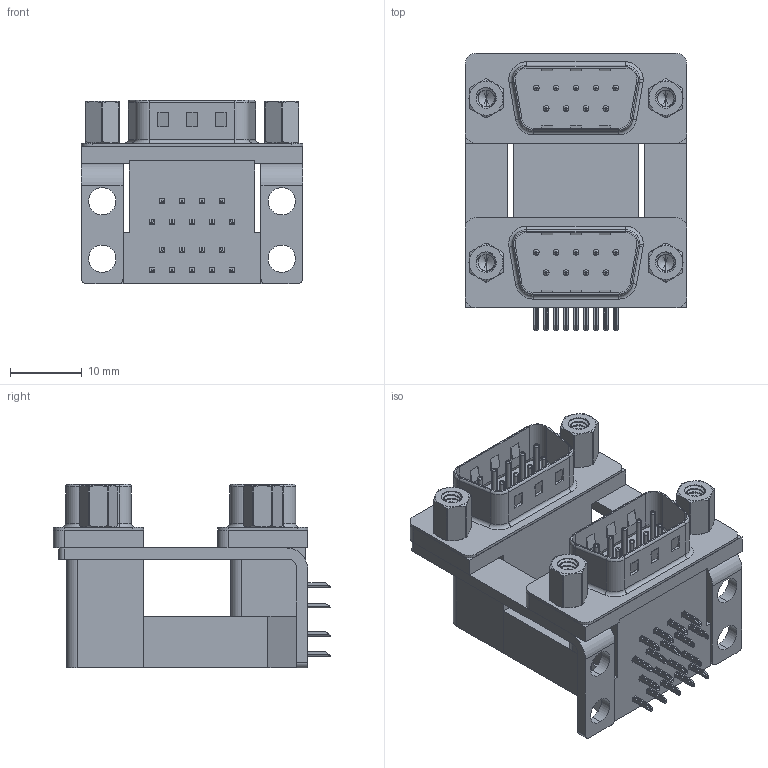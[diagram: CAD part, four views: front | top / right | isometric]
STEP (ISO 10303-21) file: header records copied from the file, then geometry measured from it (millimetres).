
FILE_DESCRIPTION (( 'STEP AP203' ), '1' );
FILE_NAME ('661-009-364-009.STEP', '2022-06-10T15:38:18', ( '' ), ( '' ), 'SwSTEP 2.0', 'SolidWorks 2020', '' );
FILE_SCHEMA (( 'CONFIG_CONTROL_DESIGN' ));
Length unit declared in the file: millimetre
Products named in the file (12): 661 Contact Top Lower; 661 Threaded Rivet_4-40; 661 Shell_09 Contacts; 661 Contact Top Upper_H; 661 Mounting Bracket_NoneH; 661-009-364-009; 661 4-40 Hex Standoff 5; 661 Housing Lower_09 Contacts; 661 Contact Bottom Lower; 661 Housing Spacer_09 Contacts H; 661 Housing Upper_09 Contacts H; 661 Contact Bottom Upper_H
Assembly tree (33 placements, depth 2):
  661-009-364-009
    661 Housing Lower_09 Contacts
    661 Housing Spacer_09 Contacts H
    661 Housing Upper_09 Contacts H
    661 Shell_09 Contacts  x2
    661 Contact Bottom Lower  x4
    661 Contact Top Lower  x5
    661 Contact Bottom Upper_H  x4
    661 Contact Top Upper_H  x5
    661 Mounting Bracket_NoneH  x2
    661 Threaded Rivet_4-40  x4
    661 4-40 Hex Standoff 5  x4
Bounding box: 30.81 x 38.59 x 25.6 mm (x, y, z)
Volume: 11235.2 mm3; surface area: 13250.3 mm2
Topology: 33 solids, 33 shells, 2200 faces, 5526 edges, 3454 vertices
Faces by surface type: plane 1196, cylinder 738, torus 170, cone 60, bspline 36
Entity records: 30450 total; most frequent: CARTESIAN_POINT 8918, DIRECTION 4108, ORIENTED_EDGE 4060, EDGE_CURVE 2030, AXIS2_PLACEMENT_3D 1384, LINE 1340, VECTOR 1340, VERTEX_POINT 1295
